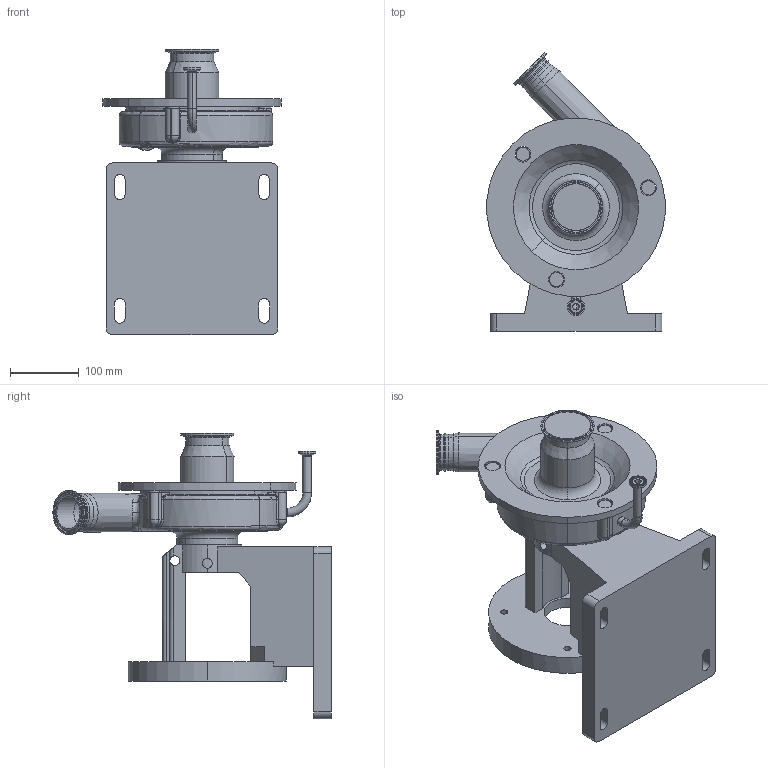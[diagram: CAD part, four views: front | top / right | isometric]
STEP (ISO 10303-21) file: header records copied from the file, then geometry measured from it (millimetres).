
FILE_DESCRIPTION (( 'STEP AP214' ), '1' );
FILE_NAME ('FP 353 180TC 45L 1-2 In ELBOW FRONT.STEP', '2010-02-23T20:33:57', ( ' ' ), ( '' ), 'SwSTEP 2.0', 'SolidWorks 2010', '' );
FILE_SCHEMA (( 'AUTOMOTIVE_DESIGN' ));
Length unit declared in the file: millimetre
Products named in the file (2): FP 353 180TC 45L 1-2 In ELBOW FRONT^1275000117; FP 353 180TC 45L 1-2 In ELBOW FRONT
Assembly tree (1 placements, depth 2):
  FP 353 180TC 45L 1-2 In ELBOW FRONT
    FP 353 180TC 45L 1-2 In ELBOW FRONT^1275000117
Bounding box: 259.01 x 404.86 x 415.5 mm (x, y, z)
Volume: 7767321.7 mm3; surface area: 683196.2 mm2
Topology: 1 solids, 3 shells, 426 faces, 1076 edges, 658 vertices
Faces by surface type: cylinder 159, plane 100, torus 70, bspline 49, cone 36, sphere 12
Entity records: 25972 total; most frequent: CARTESIAN_POINT 15692, DIRECTION 2202, ORIENTED_EDGE 2144, EDGE_CURVE 1072, AXIS2_PLACEMENT_3D 908, VERTEX_POINT 657, CIRCLE 527, EDGE_LOOP 469
